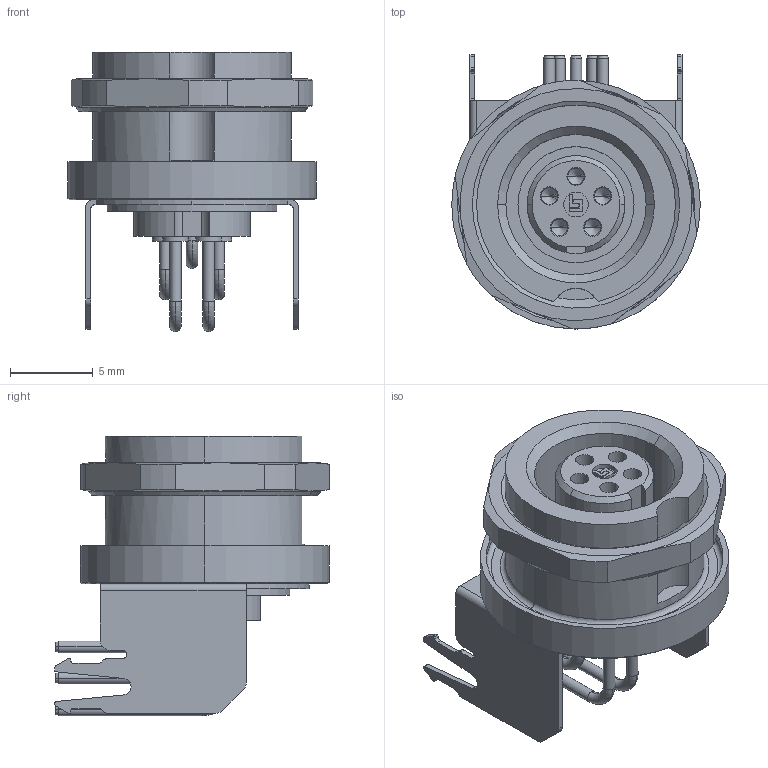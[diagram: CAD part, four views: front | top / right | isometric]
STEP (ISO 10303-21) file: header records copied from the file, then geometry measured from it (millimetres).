
FILE_DESCRIPTION(('STEP AP242'),'1');
FILE_NAME('09_0416_55_05.stp','2021-12-01T11:19:33',('TraceParts'),('TraceParts S.A.'),'Spatial InterOp 3D',' ',' ');
FILE_SCHEMA(('AP242_MANAGED_MODEL_BASED_3D_ENGINEERING_MIM_LF {1 0 10303 442 1 1 4}'));
Length unit declared in the file: millimetre
Products named in the file (1): 09_0416_55_05
Bounding box: 15 x 16.55 x 16.85 mm (x, y, z)
Volume: 1173.1 mm3; surface area: 1825 mm2
Topology: 1 solids, 1 shells, 321 faces, 834 edges, 541 vertices
Faces by surface type: cylinder 123, plane 119, cone 65, torus 14
Entity records: 9986 total; most frequent: CARTESIAN_POINT 1837, DIRECTION 1837, ORIENTED_EDGE 1648, EDGE_CURVE 824, AXIS2_PLACEMENT_3D 741, VERTEX_POINT 541, CIRCLE 379, EDGE_LOOP 359
